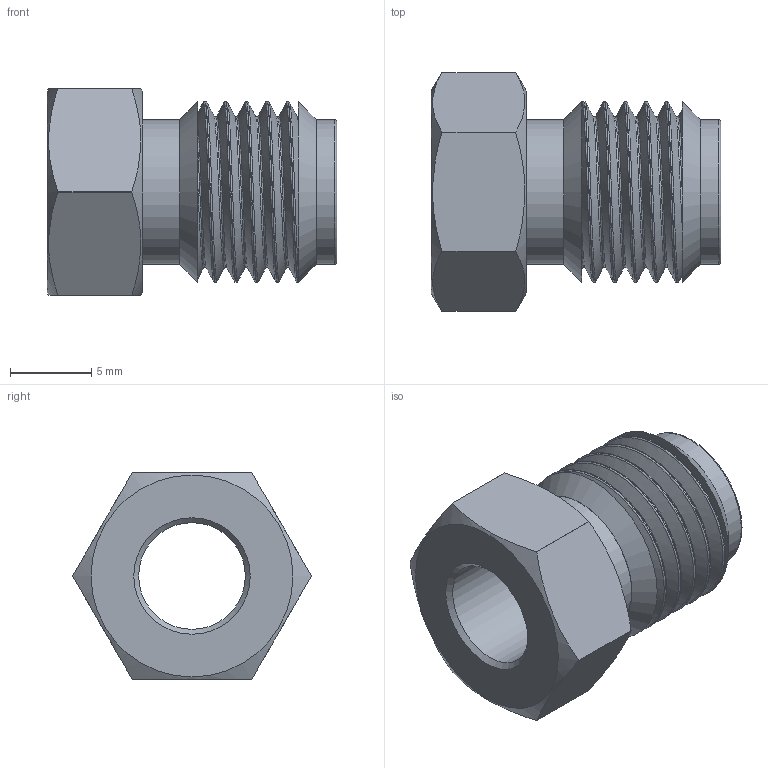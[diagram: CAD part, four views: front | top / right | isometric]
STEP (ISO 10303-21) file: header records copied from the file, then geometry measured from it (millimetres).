
FILE_DESCRIPTION((''),'2;1');
FILE_NAME('310158-ZN4 Internal nut.stp','2013-08-22T10:11:53',('Franzp'),(''),'Autodesk Inventor 2013','Autodesk Inventor 2013','');
FILE_SCHEMA(('AUTOMOTIVE_DESIGN { 1 0 10303 214 1 1 1 1 }'));
Length unit declared in the file: millimetre
Products named in the file (1): 311907
Bounding box: 17.78 x 14.66 x 12.7 mm (x, y, z)
Volume: 1106.7 mm3; surface area: 1819.5 mm2
Topology: 2 solids, 2 shells, 40 faces, 91 edges, 60 vertices
Faces by surface type: plane 15, cylinder 12, cone 6, bspline 6, torus 1
Full cylindrical faces by diameter (mm): 6.55 x1, 8.89 x2, 9.229 x2
Entity records: 3477 total; most frequent: CARTESIAN_POINT 2662, ORIENTED_EDGE 152, DIRECTION 148, EDGE_CURVE 76, AXIS2_PLACEMENT_3D 68, EDGE_LOOP 61, VERTEX_POINT 57, FACE_OUTER_BOUND 40
